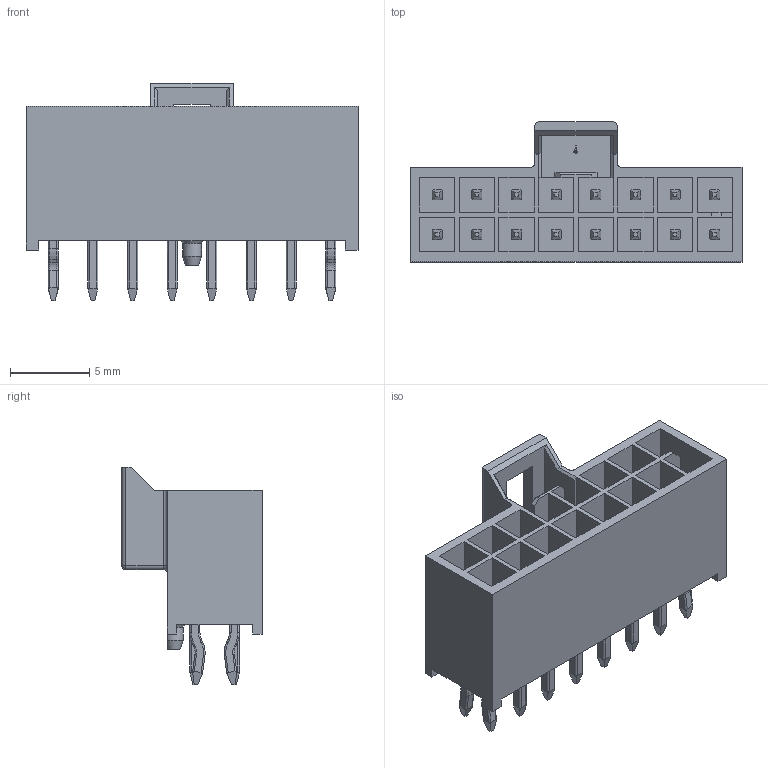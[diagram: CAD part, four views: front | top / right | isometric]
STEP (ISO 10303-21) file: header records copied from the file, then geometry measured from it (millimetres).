
FILE_DESCRIPTION( ('This file contains a STEP AP42 implementation' ,'as created by ZW3D STEP Interface translator.') ,'2;1' );
FILE_NAME( 'WF2508-2WSH08XXBA1.stp' ,'24 1 4.15 711', (''), ('ZWCAD Software Co.'), 'Version 1.0', 'ZW3D to STEP translator', '' );
FILE_SCHEMA(('AUTOMOTIVE_DESIGN { 1 0 10303 214 1 1 1 1 }'));
Length unit declared in the file: millimetre
Products named in the file (2): 0; WF2508-2WSH08XXBA1
Bounding box: 20.94 x 8.84 x 13.72 mm (x, y, z)
Volume: 653.4 mm3; surface area: 2049.8 mm2
Topology: 1 solids, 1 shells, 796 faces, 2107 edges, 1380 vertices
Faces by surface type: plane 565, cylinder 187, torus 34, bspline 8, sphere 2
Entity records: 26327 total; most frequent: CARTESIAN_POINT 5563, ORIENTED_EDGE 4214, DIRECTION 3927, EDGE_CURVE 2107, VECTOR 1553, LINE 1553, VERTEX_POINT 1380, AXIS2_PLACEMENT_3D 1187
